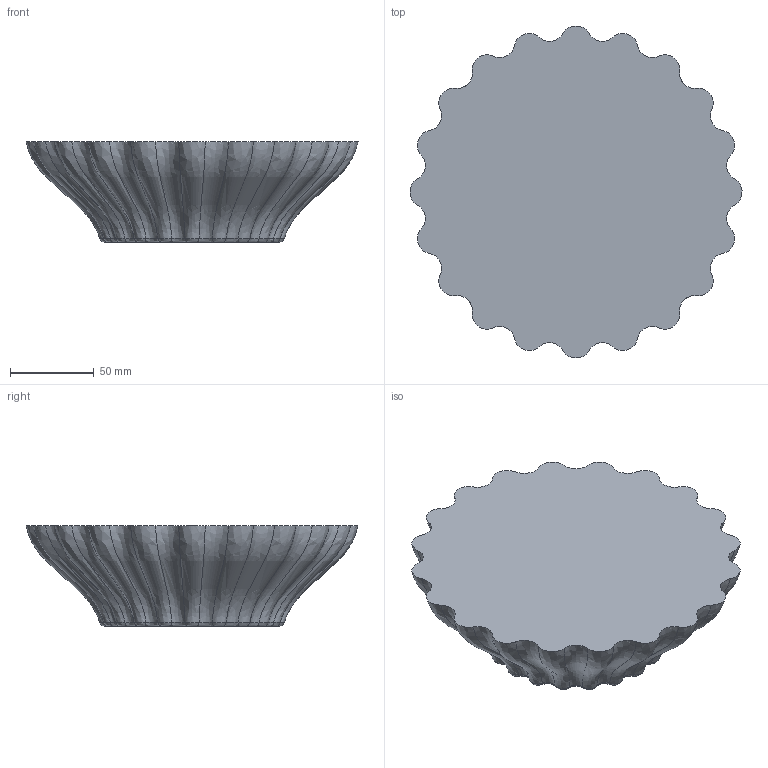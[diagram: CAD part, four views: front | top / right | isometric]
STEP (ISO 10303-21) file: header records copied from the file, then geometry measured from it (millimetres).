
FILE_DESCRIPTION(('FreeCAD Model'),'2;1');
FILE_NAME('Open CASCADE Shape Model','2022-06-03T20:03:45',(''),(''), 'Open CASCADE STEP processor 7.6','FreeCAD','Unknown');
FILE_SCHEMA(('AUTOMOTIVE_DESIGN { 1 0 10303 214 1 1 1 1 }'));
Length unit declared in the file: millimetre
Products named in the file (1): Bowl
Bounding box: 197.87 x 197.87 x 60 mm (x, y, z)
Volume: 1073146.9 mm3; surface area: 75848 mm2
Topology: 1 solids, 1 shells, 82 faces, 200 edges, 120 vertices
Faces by surface type: bspline 80, plane 2
Entity records: 14782 total; most frequent: CARTESIAN_POINT 11779, ORIENTED_EDGE 400, PCURVE 400, DEFINITIONAL_REPRESENTATION 400, DIRECTION 326, EDGE_CURVE 200, SURFACE_CURVE 200, LINE 200
